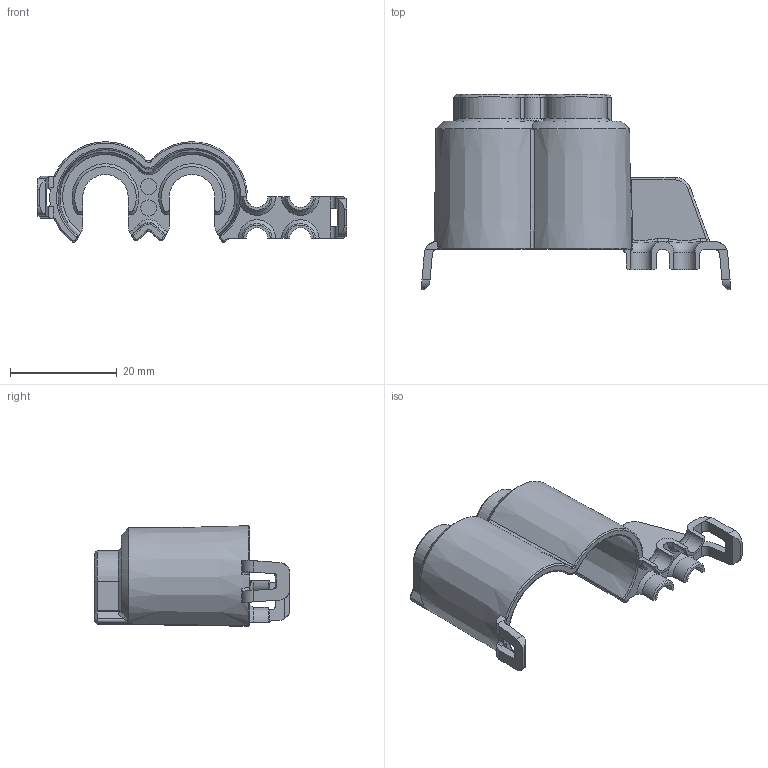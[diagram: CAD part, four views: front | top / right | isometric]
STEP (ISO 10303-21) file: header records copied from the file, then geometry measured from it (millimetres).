
FILE_DESCRIPTION((''),'2;1');
FILE_NAME('SC38-2013B-B003_NCF_ASM','2021-02-02T17:29:34',('20077268'),(''),'CREO PARAMETRIC BY PTC INC, 2017110','CREO PARAMETRIC BY PTC INC, 2017110','');
FILE_SCHEMA(('CONFIG_CONTROL_DESIGN'));
Length unit declared in the file: millimetre
Products named in the file (2): PC38-2013B-B003_NCF; SC38-2013B-B003_NCF_ASM
Assembly tree (1 placements, depth 2):
  SC38-2013B-B003_NCF_ASM
    PC38-2013B-B003_NCF
Bounding box: 57.9 x 36.5 x 18.8 mm (x, y, z)
Volume: 3993.4 mm3; surface area: 5838.7 mm2
Topology: 1 solids, 1 shells, 323 faces, 842 edges, 511 vertices
Faces by surface type: plane 123, cylinder 71, cone 60, bspline 43, torus 17, sphere 5, extrusion 4
Entity records: 12225 total; most frequent: CARTESIAN_POINT 4726, ORIENTED_EDGE 1664, DIRECTION 1409, EDGE_CURVE 832, VERTEX_POINT 511, AXIS2_PLACEMENT_3D 490, VECTOR 429, LINE 425
